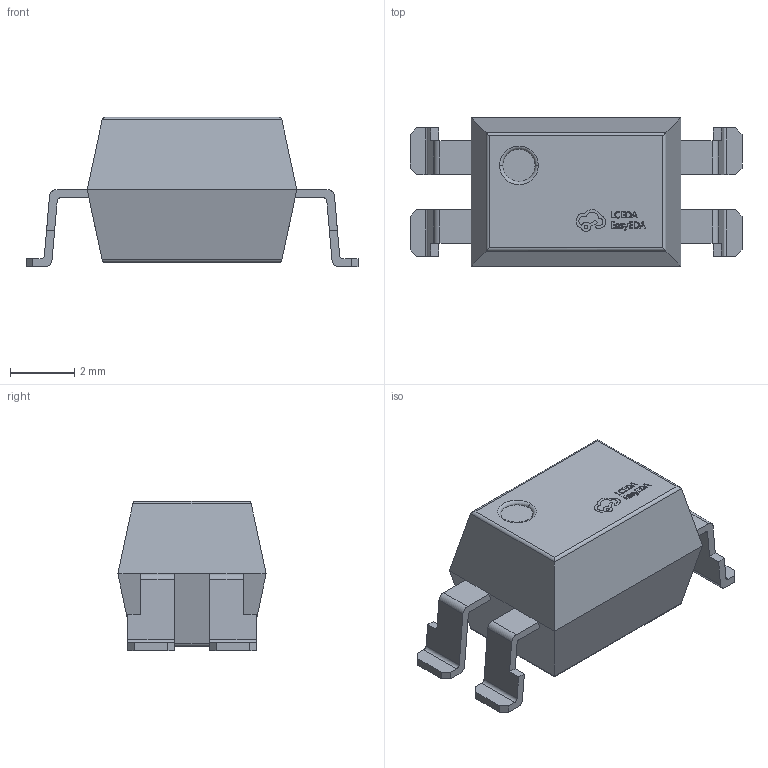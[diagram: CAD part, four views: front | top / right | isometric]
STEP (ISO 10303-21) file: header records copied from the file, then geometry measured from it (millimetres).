
FILE_DESCRIPTION (( 'STEP AP214' ), '1' );
FILE_NAME ('SOP-4_L6.5-W4.6-H4.5-P2.54-LS10.2-TL.step', '2022-07-26T10:13:00', ( '' ), ( '' ), 'SwSTEP 2.0', 'SolidWorks 2020', '' );
FILE_SCHEMA (( 'AUTOMOTIVE_DESIGN' ));
Length unit declared in the file: millimetre
Products named in the file (1): SOP-4_L6.5-W4.6-H4.5-P2.54-LS10.2-TL
Bounding box: 10.3 x 4.6 x 4.64 mm (x, y, z)
Volume: 116.5 mm3; surface area: 179.1 mm2
Topology: 14 solids, 14 shells, 379 faces, 1009 edges, 666 vertices
Faces by surface type: plane 241, bspline 112, cylinder 24, torus 2
Entity records: 17197 total; most frequent: CARTESIAN_POINT 4183, ORIENTED_EDGE 2018, DIRECTION 1347, EDGE_CURVE 1009, LINE 735, VECTOR 735, VERTEX_POINT 666, EDGE_LOOP 399
